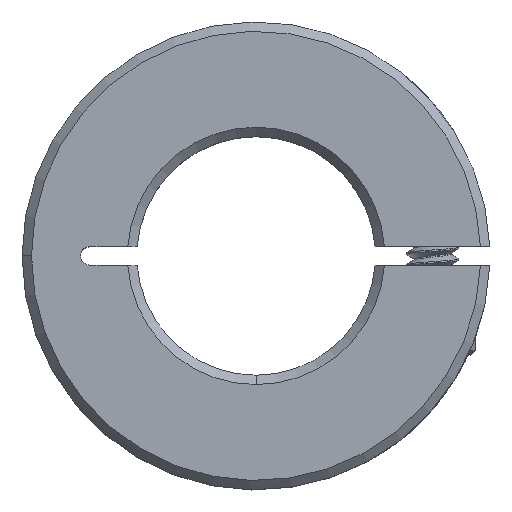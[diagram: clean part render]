
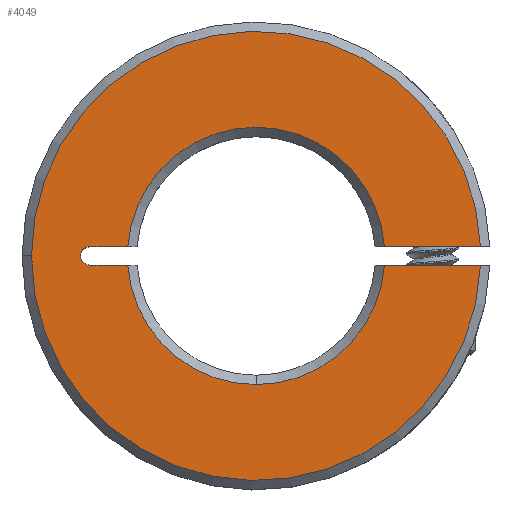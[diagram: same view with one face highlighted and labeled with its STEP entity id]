
A CAD part, top view. The second image highlights one B-rep face of the part: STEP entity #4049.
In plain terms, the highlighted planar face has unit normal (0, 0, 1).
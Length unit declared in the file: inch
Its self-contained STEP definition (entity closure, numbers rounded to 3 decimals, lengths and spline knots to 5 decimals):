
#42 = ORIENTED_EDGE ( 'NONE', *, *, #4835, .T. ) ;
#119 = VERTEX_POINT ( 'NONE', #668 ) ;
#281 = DIRECTION ( 'NONE',  ( -1., 0., 0. ) ) ;
#296 = AXIS2_PLACEMENT_3D ( 'NONE', #3231, #3669, #4774 ) ;
#324 = CARTESIAN_POINT ( 'NONE',  ( -0.17777, 0.10298, 0.1487 ) ) ;
#330 = CARTESIAN_POINT ( 'NONE',  ( -0.17777, 0.12266, 0.1487 ) ) ;
#360 = CARTESIAN_POINT ( 'NONE',  ( -0.17777, 0.10298, 0.1487 ) ) ;
#405 = CARTESIAN_POINT ( 'NONE',  ( -0.55277, 0.10298, 0.1487 ) ) ;
#530 = AXIS2_PLACEMENT_3D ( 'NONE', #655, #3782, #281 ) ;
#624 = ORIENTED_EDGE ( 'NONE', *, *, #2979, .T. ) ;
#655 = CARTESIAN_POINT ( 'NONE',  ( -0.17777, 0.10298, 0.1487 ) ) ;
#665 = PLANE ( 'NONE',  #4439 ) ;
#666 = VERTEX_POINT ( 'NONE', #4315 ) ;
#668 = CARTESIAN_POINT ( 'NONE',  ( 0.09652, 0.08329, 0.1487 ) ) ;
#890 = EDGE_CURVE ( 'NONE', #2242, #119, #1294, .T. ) ;
#900 = ORIENTED_EDGE ( 'NONE', *, *, #4555, .T. ) ;
#989 = CARTESIAN_POINT ( 'NONE',  ( -0.17777, 0.08329, 0.1487 ) ) ;
#1104 = VERTEX_POINT ( 'NONE', #3957 ) ;
#1137 = ORIENTED_EDGE ( 'NONE', *, *, #890, .T. ) ;
#1162 = CARTESIAN_POINT ( 'NONE',  ( -0.17777, 0.10298, 0.1487 ) ) ;
#1219 = LINE ( 'NONE', #4690, #2819 ) ;
#1264 = CIRCLE ( 'NONE', #1914, 0.275 ) ;
#1294 = LINE ( 'NONE', #989, #1842 ) ;
#1341 = CIRCLE ( 'NONE', #2659, 0.48 ) ;
#1343 = DIRECTION ( 'NONE',  ( -1., 0., 0. ) ) ;
#1393 = DIRECTION ( 'NONE',  ( 1., 0., 0. ) ) ;
#1471 = CARTESIAN_POINT ( 'NONE',  ( 0.09652, 0.12266, 0.1487 ) ) ;
#1473 = EDGE_CURVE ( 'NONE', #2733, #2794, #3053, .T. ) ;
#1477 = DIRECTION ( 'NONE',  ( 1., 0., 0. ) ) ;
#1490 = DIRECTION ( 'NONE',  ( -1., 0., 0. ) ) ;
#1504 = DIRECTION ( 'NONE',  ( -1., 0., 0. ) ) ;
#1747 = DIRECTION ( 'NONE',  ( 0., 0., -1. ) ) ;
#1842 = VECTOR ( 'NONE', #1343, 39.37008 ) ;
#1855 = LINE ( 'NONE', #2989, #2254 ) ;
#1871 = VERTEX_POINT ( 'NONE', #4266 ) ;
#1905 = CARTESIAN_POINT ( 'NONE',  ( -0.53309, 0.08329, 0.1487 ) ) ;
#1906 = DIRECTION ( 'NONE',  ( 0., 0., -1. ) ) ;
#1914 = AXIS2_PLACEMENT_3D ( 'NONE', #2174, #3034, #3764 ) ;
#2085 = CIRCLE ( 'NONE', #530, 0.48 ) ;
#2174 = CARTESIAN_POINT ( 'NONE',  ( -0.17777, 0.10298, 0.1487 ) ) ;
#2236 = CARTESIAN_POINT ( 'NONE',  ( -0.17777, 0.10298, 0.1487 ) ) ;
#2242 = VERTEX_POINT ( 'NONE', #3475 ) ;
#2254 = VECTOR ( 'NONE', #1477, 39.37008 ) ;
#2256 = AXIS2_PLACEMENT_3D ( 'NONE', #2570, #1747, #2498 ) ;
#2262 = EDGE_CURVE ( 'NONE', #3348, #1104, #1855, .T. ) ;
#2263 = VECTOR ( 'NONE', #1393, 39.37008 ) ;
#2353 = DIRECTION ( 'NONE',  ( 0., -1., 0. ) ) ;
#2381 = EDGE_CURVE ( 'NONE', #2794, #3348, #3401, .T. ) ;
#2404 = ORIENTED_EDGE ( 'NONE', *, *, #1473, .T. ) ;
#2498 = DIRECTION ( 'NONE',  ( -1., 0., 0. ) ) ;
#2531 = ORIENTED_EDGE ( 'NONE', *, *, #4614, .T. ) ;
#2570 = CARTESIAN_POINT ( 'NONE',  ( -0.53309, 0.10298, 0.1487 ) ) ;
#2659 = AXIS2_PLACEMENT_3D ( 'NONE', #324, #3442, #1490 ) ;
#2697 = ORIENTED_EDGE ( 'NONE', *, *, #4976, .T. ) ;
#2723 = DIRECTION ( 'NONE',  ( 0., 0., -1. ) ) ;
#2733 = VERTEX_POINT ( 'NONE', #4478 ) ;
#2794 = VERTEX_POINT ( 'NONE', #3334 ) ;
#2819 = VECTOR ( 'NONE', #1504, 39.37008 ) ;
#2828 = ORIENTED_EDGE ( 'NONE', *, *, #4384, .T. ) ;
#2979 = EDGE_CURVE ( 'NONE', #119, #666, #4632, .T. ) ;
#2982 = AXIS2_PLACEMENT_3D ( 'NONE', #1162, #2723, #2353 ) ;
#2989 = CARTESIAN_POINT ( 'NONE',  ( -0.17777, 0.12266, 0.1487 ) ) ;
#3034 = DIRECTION ( 'NONE',  ( 0., 0., -1. ) ) ;
#3053 = LINE ( 'NONE', #330, #2263 ) ;
#3068 = FACE_OUTER_BOUND ( 'NONE', #3470, .T. ) ;
#3231 = CARTESIAN_POINT ( 'NONE',  ( -0.53309, 0.10298, 0.1487 ) ) ;
#3334 = CARTESIAN_POINT ( 'NONE',  ( -0.45207, 0.12266, 0.1487 ) ) ;
#3348 = VERTEX_POINT ( 'NONE', #1471 ) ;
#3401 = CIRCLE ( 'NONE', #2982, 0.275 ) ;
#3442 = DIRECTION ( 'NONE',  ( 0., 0., 1. ) ) ;
#3470 = EDGE_LOOP ( 'NONE', ( #2697, #2531, #1137, #624, #900, #2828, #42, #3760, #2404, #4930, #3983 ) ) ;
#3475 = CARTESIAN_POINT ( 'NONE',  ( 0.30183, 0.08329, 0.1487 ) ) ;
#3669 = DIRECTION ( 'NONE',  ( 0., 0., -1. ) ) ;
#3760 = ORIENTED_EDGE ( 'NONE', *, *, #4193, .T. ) ;
#3764 = DIRECTION ( 'NONE',  ( 0., -1., 0. ) ) ;
#3782 = DIRECTION ( 'NONE',  ( 0., 0., 1. ) ) ;
#3792 = DIRECTION ( 'NONE',  ( 0., 0., 1. ) ) ;
#3957 = CARTESIAN_POINT ( 'NONE',  ( 0.30183, 0.12266, 0.1487 ) ) ;
#3983 = ORIENTED_EDGE ( 'NONE', *, *, #2262, .T. ) ;
#4048 = CIRCLE ( 'NONE', #296, 0.01969 ) ;
#4049 = ADVANCED_FACE ( 'NONE', ( #3068 ), #665, .T. ) ;
#4193 = EDGE_CURVE ( 'NONE', #5004, #2733, #4048, .T. ) ;
#4210 = CIRCLE ( 'NONE', #2256, 0.01969 ) ;
#4266 = CARTESIAN_POINT ( 'NONE',  ( -0.65777, 0.10298, 0.1487 ) ) ;
#4309 = VERTEX_POINT ( 'NONE', #1905 ) ;
#4315 = CARTESIAN_POINT ( 'NONE',  ( -0.17777, -0.17202, 0.1487 ) ) ;
#4384 = EDGE_CURVE ( 'NONE', #4514, #4309, #1219, .T. ) ;
#4439 = AXIS2_PLACEMENT_3D ( 'NONE', #2236, #3792, #4954 ) ;
#4478 = CARTESIAN_POINT ( 'NONE',  ( -0.53309, 0.12266, 0.1487 ) ) ;
#4495 = CARTESIAN_POINT ( 'NONE',  ( -0.45207, 0.08329, 0.1487 ) ) ;
#4514 = VERTEX_POINT ( 'NONE', #4495 ) ;
#4555 = EDGE_CURVE ( 'NONE', #666, #4514, #1264, .T. ) ;
#4614 = EDGE_CURVE ( 'NONE', #1871, #2242, #2085, .T. ) ;
#4632 = CIRCLE ( 'NONE', #4880, 0.275 ) ;
#4690 = CARTESIAN_POINT ( 'NONE',  ( -0.17777, 0.08329, 0.1487 ) ) ;
#4774 = DIRECTION ( 'NONE',  ( -1., 0., 0. ) ) ;
#4835 = EDGE_CURVE ( 'NONE', #4309, #5004, #4210, .T. ) ;
#4880 = AXIS2_PLACEMENT_3D ( 'NONE', #360, #1906, #5018 ) ;
#4930 = ORIENTED_EDGE ( 'NONE', *, *, #2381, .T. ) ;
#4954 = DIRECTION ( 'NONE',  ( 1., 0., 0. ) ) ;
#4976 = EDGE_CURVE ( 'NONE', #1104, #1871, #1341, .T. ) ;
#5004 = VERTEX_POINT ( 'NONE', #405 ) ;
#5018 = DIRECTION ( 'NONE',  ( 0., -1., 0. ) ) ;
